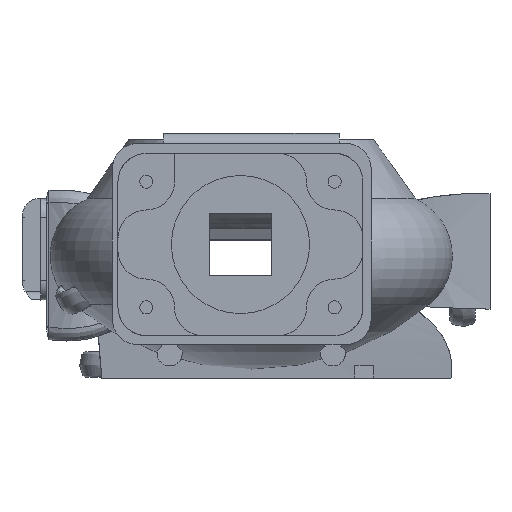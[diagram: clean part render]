
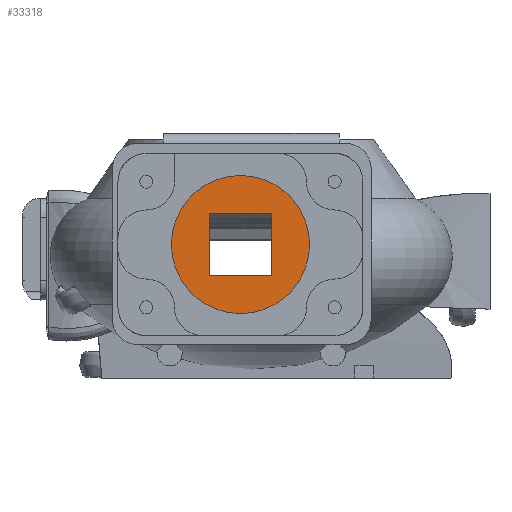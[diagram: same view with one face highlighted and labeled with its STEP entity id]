
A CAD part, front view. The second image highlights one B-rep face of the part: STEP entity #33318.
In plain terms, the highlighted planar face has unit normal (0, -1, 0).
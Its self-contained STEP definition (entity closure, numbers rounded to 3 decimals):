
#15430 = PLANE('',#15431);
#15431 = AXIS2_PLACEMENT_3D('',#15432,#15433,#15434);
#15432 = CARTESIAN_POINT('',(-6.669,-38.203,
    -11.726));
#15433 = DIRECTION('',(0.,0.,-1.));
#15434 = DIRECTION('',(1.,0.,0.));
#24863 = EDGE_CURVE('',#24864,#24866,#24868,.T.);
#24864 = VERTEX_POINT('',#24865);
#24865 = CARTESIAN_POINT('',(-6.669,-38.203,
    -11.726));
#24866 = VERTEX_POINT('',#24867);
#24867 = CARTESIAN_POINT('',(3.231,-38.203,
    -11.726));
#24868 = SURFACE_CURVE('',#24869,(#24873,#24880),.PCURVE_S1.);
#24869 = LINE('',#24870,#24871);
#24870 = CARTESIAN_POINT('',(-6.669,-38.203,
    -11.726));
#24871 = VECTOR('',#24872,1.);
#24872 = DIRECTION('',(1.,0.,0.));
#24873 = PCURVE('',#15430,#24874);
#24874 = DEFINITIONAL_REPRESENTATION('',(#24875),#24879);
#24875 = LINE('',#24876,#24877);
#24876 = CARTESIAN_POINT('',(0.,0.));
#24877 = VECTOR('',#24878,1.);
#24878 = DIRECTION('',(1.,0.));
#24879 = ( GEOMETRIC_REPRESENTATION_CONTEXT(2) 
PARAMETRIC_REPRESENTATION_CONTEXT() REPRESENTATION_CONTEXT('2D SPACE',''
  ) );
#24880 = PCURVE('',#24881,#24886);
#24881 = PLANE('',#24882);
#24882 = AXIS2_PLACEMENT_3D('',#24883,#24884,#24885);
#24883 = CARTESIAN_POINT('',(-1.719,-38.203,
    -16.676));
#24884 = DIRECTION('',(0.,1.,0.));
#24885 = DIRECTION('',(-1.,0.,0.));
#24886 = DEFINITIONAL_REPRESENTATION('',(#24887),#24891);
#24887 = LINE('',#24888,#24889);
#24888 = CARTESIAN_POINT('',(4.95,4.95));
#24889 = VECTOR('',#24890,1.);
#24890 = DIRECTION('',(-1.,0.));
#24891 = ( GEOMETRIC_REPRESENTATION_CONTEXT(2) 
PARAMETRIC_REPRESENTATION_CONTEXT() REPRESENTATION_CONTEXT('2D SPACE',''
  ) );
#24907 = PLANE('',#24908);
#24908 = AXIS2_PLACEMENT_3D('',#24909,#24910,#24911);
#24909 = CARTESIAN_POINT('',(-6.669,-38.203,
    -21.625));
#24910 = DIRECTION('',(1.,0.,0.));
#24911 = DIRECTION('',(0.,0.,1.));
#24956 = PLANE('',#24957);
#24957 = AXIS2_PLACEMENT_3D('',#24958,#24959,#24960);
#24958 = CARTESIAN_POINT('',(3.231,-38.203,
    -11.726));
#24959 = DIRECTION('',(-1.,0.,0.));
#24960 = DIRECTION('',(0.,0.,-1.));
#33318 = ADVANCED_FACE('',(#33319,#33350),#24881,.F.);
#33319 = FACE_BOUND('',#33320,.T.);
#33320 = EDGE_LOOP('',(#33321));
#33321 = ORIENTED_EDGE('',*,*,#33322,.F.);
#33322 = EDGE_CURVE('',#33323,#33323,#33325,.T.);
#33323 = VERTEX_POINT('',#33324);
#33324 = CARTESIAN_POINT('',(-12.719,-38.203,
    -16.676));
#33325 = SURFACE_CURVE('',#33326,(#33331,#33338),.PCURVE_S1.);
#33326 = CIRCLE('',#33327,11.);
#33327 = AXIS2_PLACEMENT_3D('',#33328,#33329,#33330);
#33328 = CARTESIAN_POINT('',(-1.719,-38.203,
    -16.676));
#33329 = DIRECTION('',(0.,1.,0.));
#33330 = DIRECTION('',(-1.,0.,0.));
#33331 = PCURVE('',#24881,#33332);
#33332 = DEFINITIONAL_REPRESENTATION('',(#33333),#33337);
#33333 = CIRCLE('',#33334,11.);
#33334 = AXIS2_PLACEMENT_2D('',#33335,#33336);
#33335 = CARTESIAN_POINT('',(0.,0.));
#33336 = DIRECTION('',(1.,-0.));
#33337 = ( GEOMETRIC_REPRESENTATION_CONTEXT(2) 
PARAMETRIC_REPRESENTATION_CONTEXT() REPRESENTATION_CONTEXT('2D SPACE',''
  ) );
#33338 = PCURVE('',#33339,#33344);
#33339 = CYLINDRICAL_SURFACE('',#33340,11.);
#33340 = AXIS2_PLACEMENT_3D('',#33341,#33342,#33343);
#33341 = CARTESIAN_POINT('',(-1.719,-38.203,
    -16.676));
#33342 = DIRECTION('',(0.,-1.,0.));
#33343 = DIRECTION('',(-1.,0.,0.));
#33344 = DEFINITIONAL_REPRESENTATION('',(#33345),#33349);
#33345 = LINE('',#33346,#33347);
#33346 = CARTESIAN_POINT('',(-0.,0.));
#33347 = VECTOR('',#33348,1.);
#33348 = DIRECTION('',(-1.,0.));
#33349 = ( GEOMETRIC_REPRESENTATION_CONTEXT(2) 
PARAMETRIC_REPRESENTATION_CONTEXT() REPRESENTATION_CONTEXT('2D SPACE',''
  ) );
#33350 = FACE_BOUND('',#33351,.T.);
#33351 = EDGE_LOOP('',(#33352,#33375,#33403,#33424));
#33352 = ORIENTED_EDGE('',*,*,#33353,.T.);
#33353 = EDGE_CURVE('',#24866,#33354,#33356,.T.);
#33354 = VERTEX_POINT('',#33355);
#33355 = CARTESIAN_POINT('',(3.231,-38.203,
    -21.625));
#33356 = SURFACE_CURVE('',#33357,(#33361,#33368),.PCURVE_S1.);
#33357 = LINE('',#33358,#33359);
#33358 = CARTESIAN_POINT('',(3.231,-38.203,
    -11.726));
#33359 = VECTOR('',#33360,1.);
#33360 = DIRECTION('',(0.,0.,-1.));
#33361 = PCURVE('',#24881,#33362);
#33362 = DEFINITIONAL_REPRESENTATION('',(#33363),#33367);
#33363 = LINE('',#33364,#33365);
#33364 = CARTESIAN_POINT('',(-4.95,4.95));
#33365 = VECTOR('',#33366,1.);
#33366 = DIRECTION('',(-0.,-1.));
#33367 = ( GEOMETRIC_REPRESENTATION_CONTEXT(2) 
PARAMETRIC_REPRESENTATION_CONTEXT() REPRESENTATION_CONTEXT('2D SPACE',''
  ) );
#33368 = PCURVE('',#24956,#33369);
#33369 = DEFINITIONAL_REPRESENTATION('',(#33370),#33374);
#33370 = LINE('',#33371,#33372);
#33371 = CARTESIAN_POINT('',(-0.,0.));
#33372 = VECTOR('',#33373,1.);
#33373 = DIRECTION('',(1.,0.));
#33374 = ( GEOMETRIC_REPRESENTATION_CONTEXT(2) 
PARAMETRIC_REPRESENTATION_CONTEXT() REPRESENTATION_CONTEXT('2D SPACE',''
  ) );
#33375 = ORIENTED_EDGE('',*,*,#33376,.T.);
#33376 = EDGE_CURVE('',#33354,#33377,#33379,.T.);
#33377 = VERTEX_POINT('',#33378);
#33378 = CARTESIAN_POINT('',(-6.669,-38.203,
    -21.625));
#33379 = SURFACE_CURVE('',#33380,(#33384,#33391),.PCURVE_S1.);
#33380 = LINE('',#33381,#33382);
#33381 = CARTESIAN_POINT('',(3.231,-38.203,
    -21.625));
#33382 = VECTOR('',#33383,1.);
#33383 = DIRECTION('',(-1.,0.,0.));
#33384 = PCURVE('',#24881,#33385);
#33385 = DEFINITIONAL_REPRESENTATION('',(#33386),#33390);
#33386 = LINE('',#33387,#33388);
#33387 = CARTESIAN_POINT('',(-4.95,-4.95));
#33388 = VECTOR('',#33389,1.);
#33389 = DIRECTION('',(1.,-0.));
#33390 = ( GEOMETRIC_REPRESENTATION_CONTEXT(2) 
PARAMETRIC_REPRESENTATION_CONTEXT() REPRESENTATION_CONTEXT('2D SPACE',''
  ) );
#33391 = PCURVE('',#33392,#33397);
#33392 = PLANE('',#33393);
#33393 = AXIS2_PLACEMENT_3D('',#33394,#33395,#33396);
#33394 = CARTESIAN_POINT('',(3.231,-38.203,
    -21.625));
#33395 = DIRECTION('',(0.,0.,1.));
#33396 = DIRECTION('',(-1.,0.,0.));
#33397 = DEFINITIONAL_REPRESENTATION('',(#33398),#33402);
#33398 = LINE('',#33399,#33400);
#33399 = CARTESIAN_POINT('',(0.,0.));
#33400 = VECTOR('',#33401,1.);
#33401 = DIRECTION('',(1.,0.));
#33402 = ( GEOMETRIC_REPRESENTATION_CONTEXT(2) 
PARAMETRIC_REPRESENTATION_CONTEXT() REPRESENTATION_CONTEXT('2D SPACE',''
  ) );
#33403 = ORIENTED_EDGE('',*,*,#33404,.T.);
#33404 = EDGE_CURVE('',#33377,#24864,#33405,.T.);
#33405 = SURFACE_CURVE('',#33406,(#33410,#33417),.PCURVE_S1.);
#33406 = LINE('',#33407,#33408);
#33407 = CARTESIAN_POINT('',(-6.669,-38.203,
    -21.625));
#33408 = VECTOR('',#33409,1.);
#33409 = DIRECTION('',(0.,0.,1.));
#33410 = PCURVE('',#24881,#33411);
#33411 = DEFINITIONAL_REPRESENTATION('',(#33412),#33416);
#33412 = LINE('',#33413,#33414);
#33413 = CARTESIAN_POINT('',(4.95,-4.95));
#33414 = VECTOR('',#33415,1.);
#33415 = DIRECTION('',(-0.,1.));
#33416 = ( GEOMETRIC_REPRESENTATION_CONTEXT(2) 
PARAMETRIC_REPRESENTATION_CONTEXT() REPRESENTATION_CONTEXT('2D SPACE',''
  ) );
#33417 = PCURVE('',#24907,#33418);
#33418 = DEFINITIONAL_REPRESENTATION('',(#33419),#33423);
#33419 = LINE('',#33420,#33421);
#33420 = CARTESIAN_POINT('',(-0.,0.));
#33421 = VECTOR('',#33422,1.);
#33422 = DIRECTION('',(1.,0.));
#33423 = ( GEOMETRIC_REPRESENTATION_CONTEXT(2) 
PARAMETRIC_REPRESENTATION_CONTEXT() REPRESENTATION_CONTEXT('2D SPACE',''
  ) );
#33424 = ORIENTED_EDGE('',*,*,#24863,.T.);
